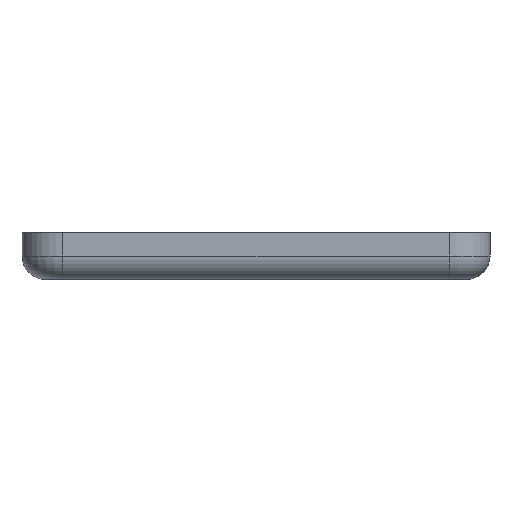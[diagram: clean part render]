
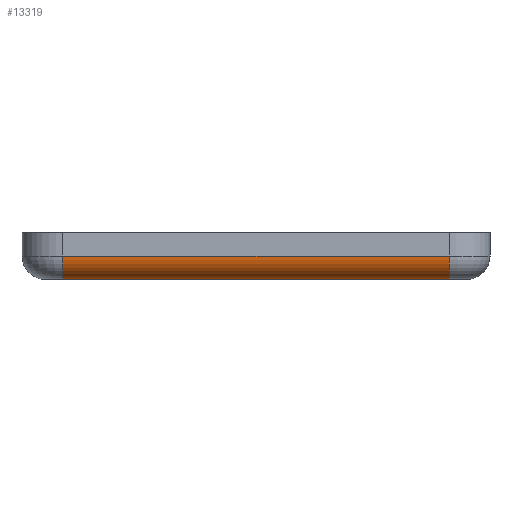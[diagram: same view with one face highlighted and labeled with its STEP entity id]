
A CAD part, left-side view. The second image highlights one B-rep face of the part: STEP entity #13319.
In plain terms, the highlighted cylindrical face has radius 2 mm (diameter 4 mm), a partial arc.
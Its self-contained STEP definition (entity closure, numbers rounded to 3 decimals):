
#18 = VECTOR ( 'NONE', #2959, 1000. ) ;
#2341 = AXIS2_PLACEMENT_3D ( 'NONE', #5382, #4170, #10906 ) ;
#2536 = VERTEX_POINT ( 'NONE', #2773 ) ;
#2660 = VERTEX_POINT ( 'NONE', #16711 ) ;
#2773 = CARTESIAN_POINT ( 'NONE',  ( -40., -16.5, 2. ) ) ;
#2959 = DIRECTION ( 'NONE',  ( 0., 1., 0. ) ) ;
#3169 = EDGE_CURVE ( 'NONE', #2660, #16930, #3437, .T. ) ;
#3437 = LINE ( 'NONE', #11122, #18 ) ;
#3788 = DIRECTION ( 'NONE',  ( 0., 0., 1. ) ) ;
#4170 = DIRECTION ( 'NONE',  ( 0., 1., 0. ) ) ;
#4205 = CARTESIAN_POINT ( 'NONE',  ( -40., 16.5, 2. ) ) ;
#4653 = DIRECTION ( 'NONE',  ( 0., -1., 0. ) ) ;
#5372 = FACE_OUTER_BOUND ( 'NONE', #11623, .T. ) ;
#5382 = CARTESIAN_POINT ( 'NONE',  ( -38., -16.5, 2. ) ) ;
#7015 = ORIENTED_EDGE ( 'NONE', *, *, #3169, .F. ) ;
#7083 = CIRCLE ( 'NONE', #9884, 2. ) ;
#7240 = CARTESIAN_POINT ( 'NONE',  ( -40., -16.5, 2. ) ) ;
#7346 = CIRCLE ( 'NONE', #2341, 2. ) ;
#7522 = LINE ( 'NONE', #7240, #10480 ) ;
#8352 = VERTEX_POINT ( 'NONE', #4205 ) ;
#9470 = ORIENTED_EDGE ( 'NONE', *, *, #14040, .T. ) ;
#9830 = DIRECTION ( 'NONE',  ( 0., 1., 0. ) ) ;
#9884 = AXIS2_PLACEMENT_3D ( 'NONE', #16859, #4653, #12894 ) ;
#10257 = CARTESIAN_POINT ( 'NONE',  ( -38., 16.5, 0. ) ) ;
#10480 = VECTOR ( 'NONE', #9830, 1000. ) ;
#10675 = AXIS2_PLACEMENT_3D ( 'NONE', #16958, #15651, #3788 ) ;
#10906 = DIRECTION ( 'NONE',  ( 0., 0., 1. ) ) ;
#11122 = CARTESIAN_POINT ( 'NONE',  ( -38., 16.5, 0. ) ) ;
#11140 = EDGE_CURVE ( 'NONE', #2660, #2536, #7346, .T. ) ;
#11623 = EDGE_LOOP ( 'NONE', ( #9470, #7015, #12956, #14686 ) ) ;
#12894 = DIRECTION ( 'NONE',  ( 0., 0., 1. ) ) ;
#12956 = ORIENTED_EDGE ( 'NONE', *, *, #11140, .T. ) ;
#13319 = ADVANCED_FACE ( 'NONE', ( #5372 ), #13443, .T. ) ;
#13443 = CYLINDRICAL_SURFACE ( 'NONE', #10675, 2. ) ;
#13919 = EDGE_CURVE ( 'NONE', #2536, #8352, #7522, .T. ) ;
#14040 = EDGE_CURVE ( 'NONE', #8352, #16930, #7083, .T. ) ;
#14686 = ORIENTED_EDGE ( 'NONE', *, *, #13919, .T. ) ;
#15651 = DIRECTION ( 'NONE',  ( 0., 1., 0. ) ) ;
#16711 = CARTESIAN_POINT ( 'NONE',  ( -38., -16.5, 0. ) ) ;
#16859 = CARTESIAN_POINT ( 'NONE',  ( -38., 16.5, 2. ) ) ;
#16930 = VERTEX_POINT ( 'NONE', #10257 ) ;
#16958 = CARTESIAN_POINT ( 'NONE',  ( -38., -16.5, 2. ) ) ;
